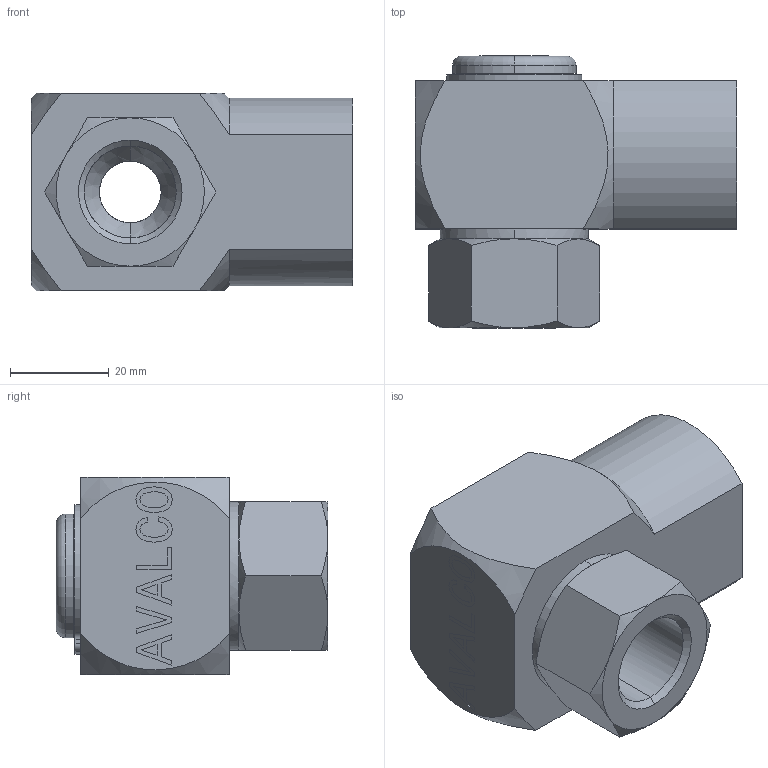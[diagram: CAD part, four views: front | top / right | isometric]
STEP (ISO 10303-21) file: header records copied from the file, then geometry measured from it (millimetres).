
FILE_DESCRIPTION(('CATIA V5 STEP Exchange'),'2;1');
FILE_NAME('DS31-1Fx12-1Fx12.stp','2018-10-04T07:28:27+00:00',('none'),('none'),'CATIA Version 5 Release 21 GA (IN-10)','CATIA V5 STEP AP203','none');
FILE_SCHEMA(('CONFIG_CONTROL_DESIGN'));
Length unit declared in the file: millimetre
Products named in the file (1): DS31-1Fx12-1Fx12
Bounding box: 65 x 55 x 40 mm (x, y, z)
Volume: 70145.2 mm3; surface area: 22397.4 mm2
Topology: 3 solids, 3 shells, 207 faces, 551 edges, 357 vertices
Faces by surface type: plane 137, cylinder 44, cone 24, torus 2
Entity records: 7369 total; most frequent: CARTESIAN_POINT 2541, ORIENTED_EDGE 1102, DIRECTION 804, EDGE_CURVE 551, VECTOR 391, LINE 391, VERTEX_POINT 357, EDGE_LOOP 232
